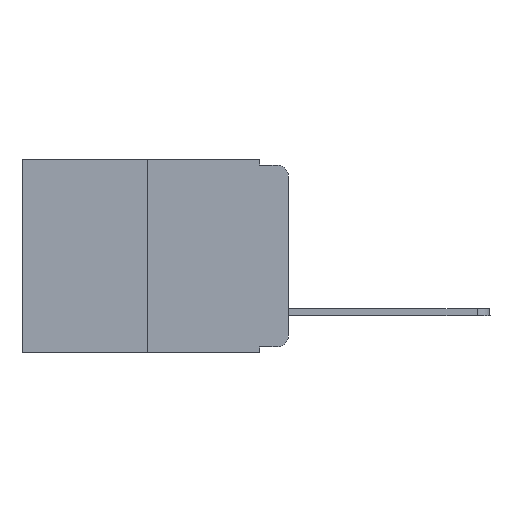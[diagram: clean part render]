
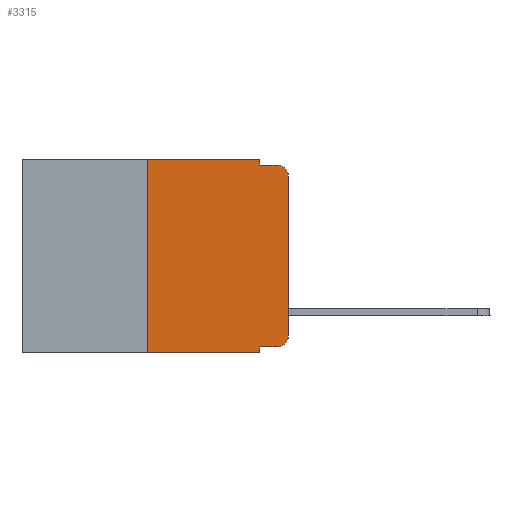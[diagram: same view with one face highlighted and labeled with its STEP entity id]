
A CAD part, left-side view. The second image highlights one B-rep face of the part: STEP entity #3315.
In plain terms, the highlighted planar face has unit normal (-1, 0, 0).
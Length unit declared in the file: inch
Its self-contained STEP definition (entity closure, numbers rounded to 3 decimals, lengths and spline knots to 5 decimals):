
#676 = CARTESIAN_POINT ( 'NONE',  ( 0., 0.051, -0.01 ) ) ;
#871 = ORIENTED_EDGE ( 'NONE', *, *, #9685, .T. ) ;
#988 = DIRECTION ( 'NONE',  ( 0., 0., 1. ) ) ;
#1072 = LINE ( 'NONE', #20586, #3403 ) ;
#1136 = LINE ( 'NONE', #15117, #10677 ) ;
#1269 = DIRECTION ( 'NONE',  ( 0., 0., -1. ) ) ;
#1668 = ORIENTED_EDGE ( 'NONE', *, *, #8978, .F. ) ;
#2201 = ORIENTED_EDGE ( 'NONE', *, *, #8051, .T. ) ;
#2517 = CARTESIAN_POINT ( 'NONE',  ( 0., 0., -0.313 ) ) ;
#2718 = CARTESIAN_POINT ( 'NONE',  ( 0., 0.25, 0. ) ) ;
#3137 = LINE ( 'NONE', #8908, #9799 ) ;
#3195 = EDGE_CURVE ( 'NONE', #16828, #22086, #18206, .T. ) ;
#3315 = ADVANCED_FACE ( 'NONE', ( #23659 ), #20677, .F. ) ;
#3403 = VECTOR ( 'NONE', #17429, 39.37008 ) ;
#3716 = EDGE_CURVE ( 'NONE', #7540, #11259, #3137, .T. ) ;
#3739 = DIRECTION ( 'NONE',  ( 0., 0., -1. ) ) ;
#4217 = VERTEX_POINT ( 'NONE', #11267 ) ;
#4611 = CARTESIAN_POINT ( 'NONE',  ( 0., 0.02, -0.333 ) ) ;
#4613 = CARTESIAN_POINT ( 'NONE',  ( 0., 0.02, -0.313 ) ) ;
#4804 = VECTOR ( 'NONE', #13173, 39.37008 ) ;
#5945 = DIRECTION ( 'NONE',  ( 0., -1., 0. ) ) ;
#6076 = DIRECTION ( 'NONE',  ( 1., 0., 0. ) ) ;
#6281 = DIRECTION ( 'NONE',  ( 0., -1., 0. ) ) ;
#6292 = VECTOR ( 'NONE', #988, 39.37008 ) ;
#6633 = VECTOR ( 'NONE', #18776, 39.37008 ) ;
#6825 = ORIENTED_EDGE ( 'NONE', *, *, #3716, .F. ) ;
#7128 = AXIS2_PLACEMENT_3D ( 'NONE', #7961, #6076, #13077 ) ;
#7430 = VERTEX_POINT ( 'NONE', #2718 ) ;
#7540 = VERTEX_POINT ( 'NONE', #15638 ) ;
#7961 = CARTESIAN_POINT ( 'NONE',  ( 0., 0.473, 0. ) ) ;
#8051 = EDGE_CURVE ( 'NONE', #4217, #20434, #1136, .T. ) ;
#8179 = CARTESIAN_POINT ( 'NONE',  ( 0., 0.25, -0.343 ) ) ;
#8908 = CARTESIAN_POINT ( 'NONE',  ( 0., 0.051, 0. ) ) ;
#8978 = EDGE_CURVE ( 'NONE', #7430, #7540, #13526, .T. ) ;
#9134 = EDGE_CURVE ( 'NONE', #22666, #7430, #11527, .T. ) ;
#9227 = VECTOR ( 'NONE', #20553, 39.37008 ) ;
#9617 = ORIENTED_EDGE ( 'NONE', *, *, #16092, .T. ) ;
#9685 = EDGE_CURVE ( 'NONE', #15318, #16828, #17258, .T. ) ;
#9799 = VECTOR ( 'NONE', #10844, 39.37008 ) ;
#10223 = ORIENTED_EDGE ( 'NONE', *, *, #16542, .F. ) ;
#10646 = ORIENTED_EDGE ( 'NONE', *, *, #22617, .F. ) ;
#10677 = VECTOR ( 'NONE', #5945, 39.37008 ) ;
#10697 = CARTESIAN_POINT ( 'NONE',  ( 0., 0.051, -0.343 ) ) ;
#10844 = DIRECTION ( 'NONE',  ( 0., 0., -1. ) ) ;
#11259 = VERTEX_POINT ( 'NONE', #676 ) ;
#11267 = CARTESIAN_POINT ( 'NONE',  ( 0., 0.051, -0.333 ) ) ;
#11521 = CARTESIAN_POINT ( 'NONE',  ( 0., 0.25, 0. ) ) ;
#11527 = LINE ( 'NONE', #11521, #6633 ) ;
#12038 = CARTESIAN_POINT ( 'NONE',  ( 0., 0., 0. ) ) ;
#12077 = CARTESIAN_POINT ( 'NONE',  ( 0., 0., -0.03 ) ) ;
#13077 = DIRECTION ( 'NONE',  ( 0., 0., -1. ) ) ;
#13091 = VECTOR ( 'NONE', #6281, 39.37008 ) ;
#13173 = DIRECTION ( 'NONE',  ( 0., -1., 0. ) ) ;
#13330 = CARTESIAN_POINT ( 'NONE',  ( 0., 0.02, -0.01 ) ) ;
#13526 = LINE ( 'NONE', #22172, #9227 ) ;
#14592 = DIRECTION ( 'NONE',  ( -1., 0., 0. ) ) ;
#15117 = CARTESIAN_POINT ( 'NONE',  ( 0., 0.051, -0.333 ) ) ;
#15318 = VERTEX_POINT ( 'NONE', #2517 ) ;
#15452 = CARTESIAN_POINT ( 'NONE',  ( 0., 0.473, -0.343 ) ) ;
#15638 = CARTESIAN_POINT ( 'NONE',  ( 0., 0.051, 0. ) ) ;
#15836 = VERTEX_POINT ( 'NONE', #10697 ) ;
#15853 = ORIENTED_EDGE ( 'NONE', *, *, #18438, .T. ) ;
#16092 = EDGE_CURVE ( 'NONE', #20434, #15318, #20389, .T. ) ;
#16542 = EDGE_CURVE ( 'NONE', #11259, #22086, #21534, .T. ) ;
#16828 = VERTEX_POINT ( 'NONE', #12077 ) ;
#17258 = LINE ( 'NONE', #12038, #6292 ) ;
#17429 = DIRECTION ( 'NONE',  ( 0., 0., -1. ) ) ;
#17489 = DIRECTION ( 'NONE',  ( -1., 0., 0. ) ) ;
#18206 = CIRCLE ( 'NONE', #23495, 0.02 ) ;
#18347 = CARTESIAN_POINT ( 'NONE',  ( 0., 0.02, -0.03 ) ) ;
#18438 = EDGE_CURVE ( 'NONE', #22666, #15836, #22937, .T. ) ;
#18776 = DIRECTION ( 'NONE',  ( 0., 0., 1. ) ) ;
#20227 = CARTESIAN_POINT ( 'NONE',  ( 0., 0.051, -0.01 ) ) ;
#20389 = CIRCLE ( 'NONE', #22123, 0.02 ) ;
#20434 = VERTEX_POINT ( 'NONE', #4611 ) ;
#20553 = DIRECTION ( 'NONE',  ( 0., -1., 0. ) ) ;
#20586 = CARTESIAN_POINT ( 'NONE',  ( 0., 0.051, 0. ) ) ;
#20677 = PLANE ( 'NONE',  #7128 ) ;
#21256 = ORIENTED_EDGE ( 'NONE', *, *, #9134, .F. ) ;
#21534 = LINE ( 'NONE', #20227, #4804 ) ;
#21862 = ORIENTED_EDGE ( 'NONE', *, *, #3195, .T. ) ;
#22086 = VERTEX_POINT ( 'NONE', #13330 ) ;
#22123 = AXIS2_PLACEMENT_3D ( 'NONE', #4613, #17489, #1269 ) ;
#22172 = CARTESIAN_POINT ( 'NONE',  ( 0., 0.473, 0. ) ) ;
#22617 = EDGE_CURVE ( 'NONE', #4217, #15836, #1072, .T. ) ;
#22666 = VERTEX_POINT ( 'NONE', #8179 ) ;
#22937 = LINE ( 'NONE', #15452, #13091 ) ;
#22948 = EDGE_LOOP ( 'NONE', ( #871, #21862, #10223, #6825, #1668, #21256, #15853, #10646, #2201, #9617 ) ) ;
#23495 = AXIS2_PLACEMENT_3D ( 'NONE', #18347, #14592, #3739 ) ;
#23659 = FACE_OUTER_BOUND ( 'NONE', #22948, .T. ) ;
